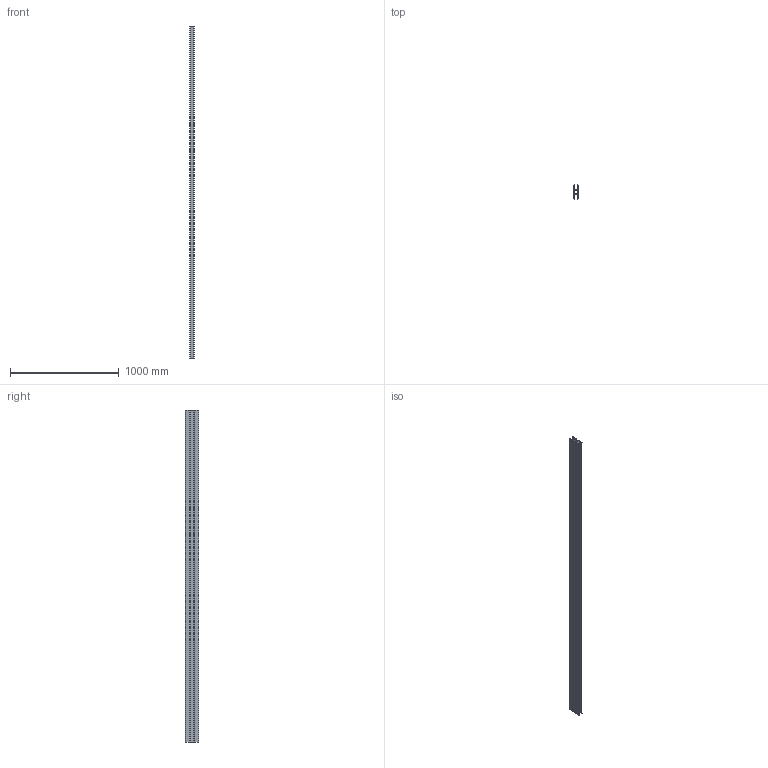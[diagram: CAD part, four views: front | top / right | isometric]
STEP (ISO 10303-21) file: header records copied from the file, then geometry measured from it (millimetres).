
FILE_DESCRIPTION(('TurboCAD Mac Pro'),'Build 980');
FILE_NAME('P1001A3.stp',' ',(''),(''),'ACIS Interop','IMSI','TurboCAD Mac Pro BY IMSI, INCORPORATED');
FILE_SCHEMA(('automotive_design'));
Length unit declared in the file: inch
Products named in the file (1): 1
Bounding box: 41.27 x 123.83 x 3048 mm (x, y, z)
Volume: 3261392 mm3; surface area: 2086702.3 mm2
Topology: 1 solids, 1 shells, 86 faces, 252 edges, 168 vertices
Faces by surface type: cylinder 44, plane 42
Entity records: 3596 total; most frequent: DIRECTION 514, CARTESIAN_POINT 507, ORIENTED_EDGE 504, EDGE_CURVE 252, AXIS2_PLACEMENT_3D 175, VERTEX_POINT 168, LINE 164, VECTOR 164
